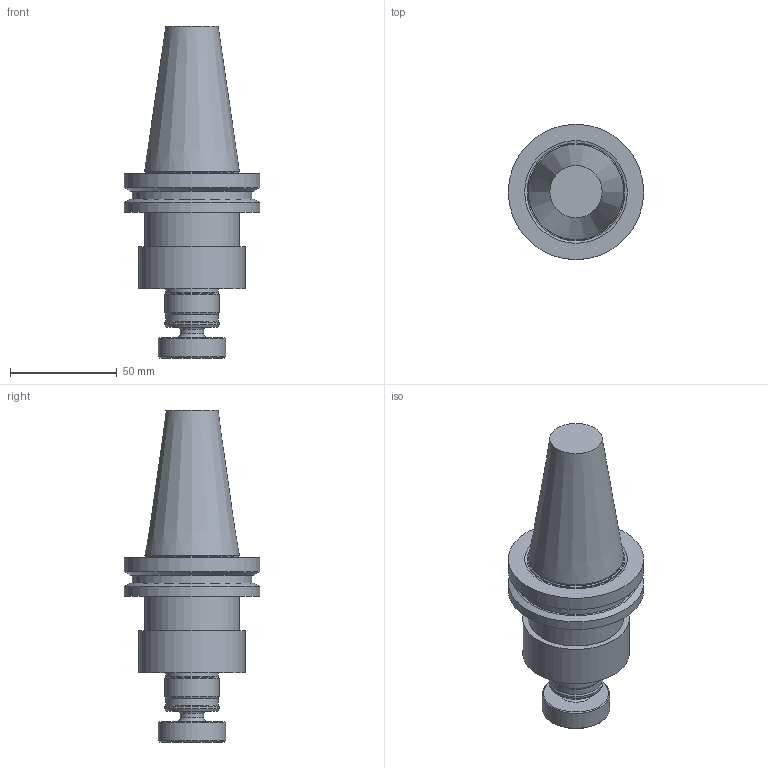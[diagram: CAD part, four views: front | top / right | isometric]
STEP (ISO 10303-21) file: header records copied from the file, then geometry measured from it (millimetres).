
FILE_DESCRIPTION(/* description */ ('3-D model version:1'),/* implementation_level */ '2;1');
FILE_NAME(/* name */ 'A392.54505C4025055',/* time_stamp */ '2016-12-02T13:59:06',/* author */ ('InteractiveCad'),/* organization */ ('AB Sandvik Coromant'),/* preprocessor_version */ 'ST-DEVELOPER v11',/* originating_system */ 'SIEMENS UGS NX 6.0',/* authorization */ '');
FILE_SCHEMA(('AUTOMOTIVE_DESIGN'));
Length unit declared in the file: millimetre
Products named in the file (1): A392.54505C4025055_635398971948639864_1_stp
Bounding box: 63.5 x 63.5 x 155.75 mm (x, y, z)
Volume: 201315.4 mm3; surface area: 27691.3 mm2
Topology: 1 solids, 1 shells, 42 faces, 72 edges, 41 vertices
Faces by surface type: cone 14, cylinder 14, plane 11, torus 3
Full cylindrical faces by diameter (mm): 10.9 x1, 12.7 x1, 13.5 x1, 24.4 x1, 24.683 x1, 25.384 x2, 31.7 x1, 43.85 x1, 44.45 x1, 50 x1, 56 x1, 63.5 x2
Entity records: 872 total; most frequent: DIRECTION 174, CARTESIAN_POINT 128, AXIS2_PLACEMENT_3D 87, EDGE_LOOP 82, ORIENTED_EDGE 82, FACE_BOUND 80, ADVANCED_FACE 42, VERTEX_POINT 41
